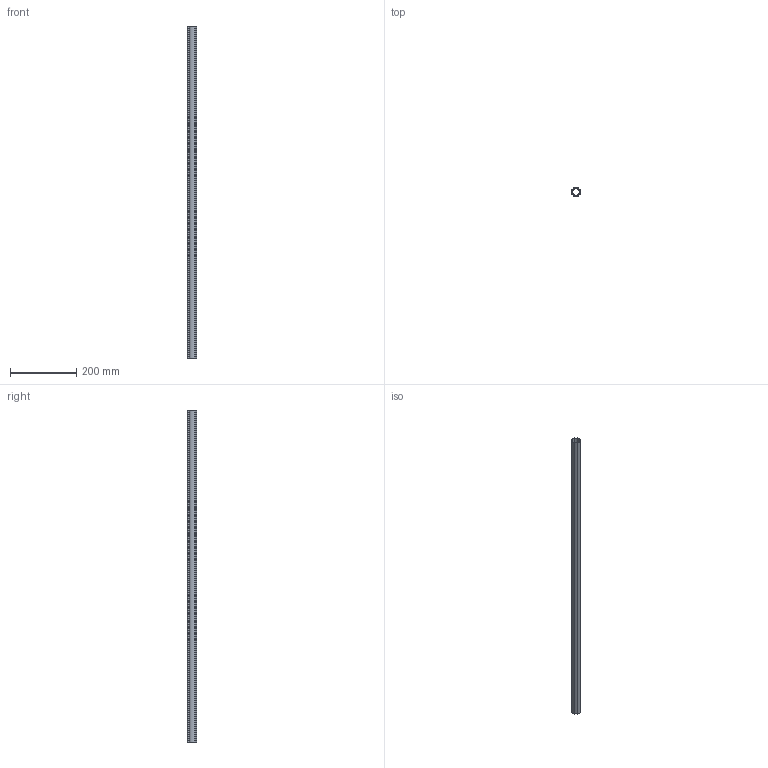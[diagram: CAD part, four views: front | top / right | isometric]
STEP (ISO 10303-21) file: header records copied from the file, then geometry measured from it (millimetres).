
FILE_DESCRIPTION((''),'2;1');
FILE_NAME('14028','2022-09-19T11:06:38',('PredragRovcanin'),('Audax d.o.o.'),'CREO PARAMETRIC BY PTC INC, 2020281','CREO PARAMETRIC BY PTC INC, 2020281','');
FILE_SCHEMA(('AUTOMOTIVE_DESIGN { 1 0 10303 214 1 1 1 1 }'));
Length unit declared in the file: millimetre
Products named in the file (1): 14028
Bounding box: 28 x 28 x 1000 mm (x, y, z)
Volume: 178994.1 mm3; surface area: 179759 mm2
Topology: 1 solids, 1 shells, 66 faces, 196 edges, 136 vertices
Faces by surface type: cylinder 48, plane 18
Entity records: 3440 total; most frequent: DIRECTION 432, CARTESIAN_POINT 396, ORIENTED_EDGE 384, COLOUR_RGB 321, PRESENTATION_STYLE_ASSIGNMENT 197, STYLED_ITEM 197, CURVE_STYLE 196, EDGE_CURVE 192
